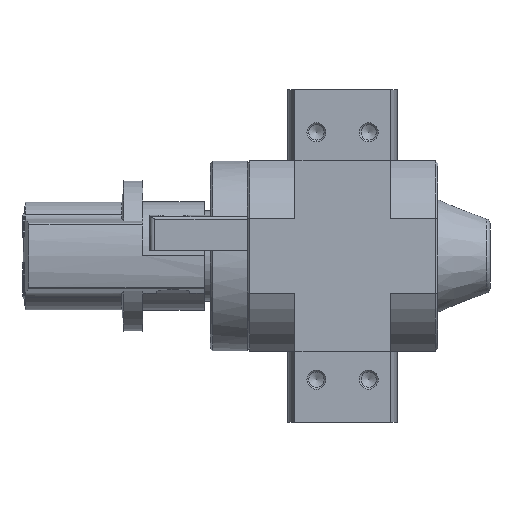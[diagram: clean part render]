
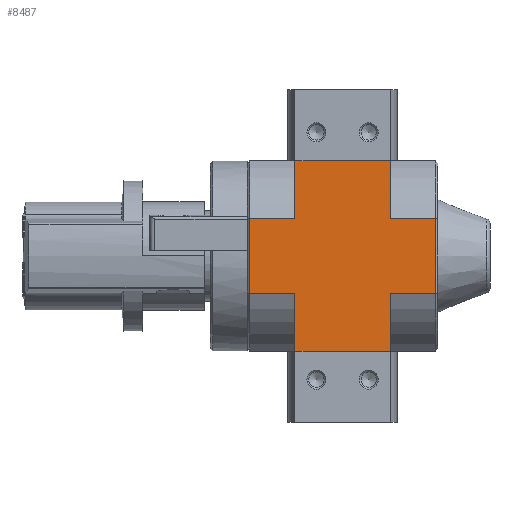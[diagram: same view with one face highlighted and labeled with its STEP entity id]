
A CAD part, left-side view. The second image highlights one B-rep face of the part: STEP entity #8487.
In plain terms, the highlighted face is planar.
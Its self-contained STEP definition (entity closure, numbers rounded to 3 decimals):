
#498=LINE('',#12782,#930);
#508=LINE('',#12838,#940);
#516=LINE('',#12853,#948);
#517=LINE('',#12856,#949);
#518=LINE('',#12858,#950);
#519=LINE('',#12859,#951);
#520=LINE('',#12861,#952);
#521=LINE('',#12863,#953);
#522=LINE('',#12865,#954);
#523=LINE('',#12867,#955);
#524=LINE('',#12868,#956);
#525=LINE('',#12870,#957);
#930=VECTOR('',#10395,1000.);
#940=VECTOR('',#10429,1000.);
#948=VECTOR('',#10439,1000.);
#949=VECTOR('',#10440,1000.);
#950=VECTOR('',#10441,1000.);
#951=VECTOR('',#10442,1000.);
#952=VECTOR('',#10443,1000.);
#953=VECTOR('',#10444,1000.);
#954=VECTOR('',#10445,1000.);
#955=VECTOR('',#10446,1000.);
#956=VECTOR('',#10447,1000.);
#957=VECTOR('',#10448,1000.);
#1723=ORIENTED_EDGE('',*,*,#3510,.T.);
#1724=ORIENTED_EDGE('',*,*,#3511,.F.);
#1725=ORIENTED_EDGE('',*,*,#3512,.T.);
#1726=ORIENTED_EDGE('',*,*,#3480,.T.);
#1727=ORIENTED_EDGE('',*,*,#3513,.F.);
#1728=ORIENTED_EDGE('',*,*,#3514,.T.);
#1729=ORIENTED_EDGE('',*,*,#3515,.F.);
#1730=ORIENTED_EDGE('',*,*,#3516,.T.);
#1731=ORIENTED_EDGE('',*,*,#3517,.F.);
#1732=ORIENTED_EDGE('',*,*,#3502,.T.);
#1733=ORIENTED_EDGE('',*,*,#3518,.T.);
#1734=ORIENTED_EDGE('',*,*,#3519,.F.);
#3480=EDGE_CURVE('',#4368,#4367,#498,.T.);
#3502=EDGE_CURVE('',#4386,#4385,#508,.T.);
#3510=EDGE_CURVE('',#4392,#4393,#516,.T.);
#3511=EDGE_CURVE('',#4394,#4393,#517,.F.);
#3512=EDGE_CURVE('',#4394,#4368,#518,.T.);
#3513=EDGE_CURVE('',#4395,#4367,#519,.T.);
#3514=EDGE_CURVE('',#4395,#4396,#520,.F.);
#3515=EDGE_CURVE('',#4397,#4396,#521,.T.);
#3516=EDGE_CURVE('',#4397,#4398,#522,.T.);
#3517=EDGE_CURVE('',#4386,#4398,#523,.T.);
#3518=EDGE_CURVE('',#4385,#4399,#524,.T.);
#3519=EDGE_CURVE('',#4392,#4399,#525,.T.);
#4367=VERTEX_POINT('',#12781);
#4368=VERTEX_POINT('',#12783);
#4385=VERTEX_POINT('',#12837);
#4386=VERTEX_POINT('',#12839);
#4392=VERTEX_POINT('',#12854);
#4393=VERTEX_POINT('',#12855);
#4394=VERTEX_POINT('',#12857);
#4395=VERTEX_POINT('',#12860);
#4396=VERTEX_POINT('',#12862);
#4397=VERTEX_POINT('',#12864);
#4398=VERTEX_POINT('',#12866);
#4399=VERTEX_POINT('',#12869);
#5309=EDGE_LOOP('',(#1723,#1724,#1725,#1726,#1727,#1728,#1729,#1730,#1731,
#1732,#1733,#1734));
#5877=FACE_BOUND('',#5309,.T.);
#6404=PLANE('',#9127);
#8487=ADVANCED_FACE('',(#5877),#6404,.T.);
#9127=AXIS2_PLACEMENT_3D('',#12852,#10437,#10438);
#10395=DIRECTION('',(0.,-1.,0.));
#10429=DIRECTION('',(0.,1.,0.));
#10437=DIRECTION('',(0.,0.,1.));
#10438=DIRECTION('',(1.,0.,0.));
#10439=DIRECTION('',(-1.,0.,0.));
#10440=DIRECTION('',(0.,-1.,0.));
#10441=DIRECTION('',(-1.,0.,0.));
#10442=DIRECTION('',(-1.,0.,0.));
#10443=DIRECTION('',(0.,1.,0.));
#10444=DIRECTION('',(-1.,0.,0.));
#10445=DIRECTION('',(0.,1.,0.));
#10446=DIRECTION('',(-1.,0.,0.));
#10447=DIRECTION('',(-1.,0.,0.));
#10448=DIRECTION('',(0.,-1.,0.));
#12781=CARTESIAN_POINT('',(-20.,-10.,20.));
#12782=CARTESIAN_POINT('',(-20.,19.5,20.));
#12783=CARTESIAN_POINT('',(-20.,10.,20.));
#12837=CARTESIAN_POINT('',(20.,10.,20.));
#12838=CARTESIAN_POINT('',(20.,-19.5,20.));
#12839=CARTESIAN_POINT('',(20.,-10.,20.));
#12852=CARTESIAN_POINT('',(0.,0.,20.));
#12853=CARTESIAN_POINT('',(33.,19.5,20.));
#12854=CARTESIAN_POINT('',(7.89,19.5,20.));
#12855=CARTESIAN_POINT('',(-7.89,19.5,20.));
#12856=CARTESIAN_POINT('',(-7.89,27.,20.));
#12857=CARTESIAN_POINT('',(-7.89,10.,20.));
#12858=CARTESIAN_POINT('',(0.,10.,20.));
#12859=CARTESIAN_POINT('',(0.,-10.,20.));
#12860=CARTESIAN_POINT('',(-7.89,-10.,20.));
#12861=CARTESIAN_POINT('',(-7.89,-27.,20.));
#12862=CARTESIAN_POINT('',(-7.89,-19.5,20.));
#12863=CARTESIAN_POINT('',(33.,-19.5,20.));
#12864=CARTESIAN_POINT('',(7.89,-19.5,20.));
#12865=CARTESIAN_POINT('',(7.89,-27.,20.));
#12866=CARTESIAN_POINT('',(7.89,-10.,20.));
#12867=CARTESIAN_POINT('',(0.,-10.,20.));
#12868=CARTESIAN_POINT('',(0.,10.,20.));
#12869=CARTESIAN_POINT('',(7.89,10.,20.));
#12870=CARTESIAN_POINT('',(7.89,27.,20.));
